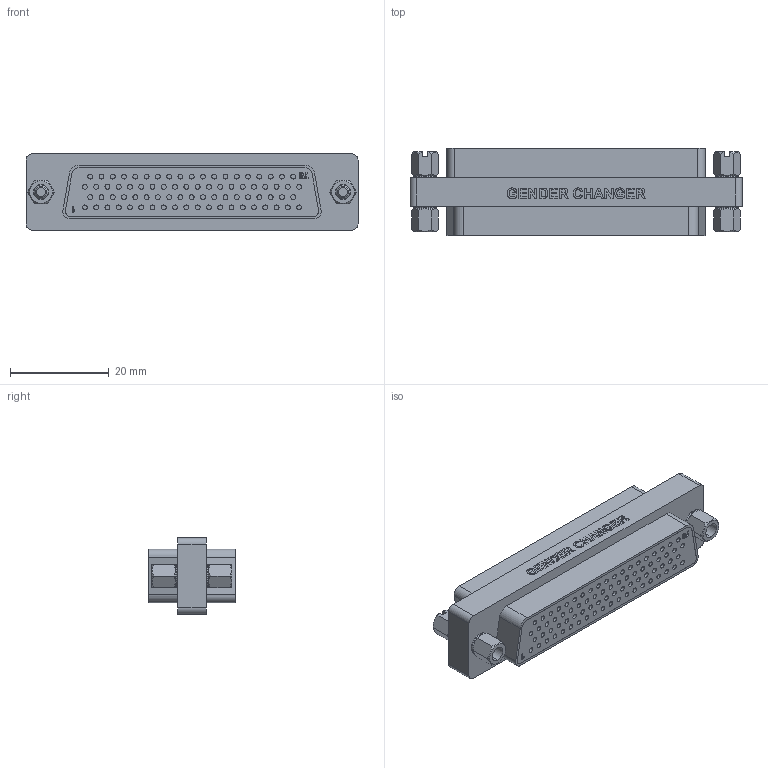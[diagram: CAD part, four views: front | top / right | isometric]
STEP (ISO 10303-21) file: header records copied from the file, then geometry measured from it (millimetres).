
FILE_DESCRIPTION (( 'STEP AP203' ), '1' );
FILE_NAME ('DGBH78F.STEP', '2006-06-23T18:38:06', ( 'lcom' ), ( 'lcom' ), 'SwSTEP 2.0', 'SolidWorks 2006004', '' );
FILE_SCHEMA (( 'CONFIG_CONTROL_DESIGN' ));
Length unit declared in the file: inch
Products named in the file (5): DGBH78F; 3AA06-001; DGBH78F-MA1; 3AA05-002; SDH78S_Without Mounting Flange and Solder Cups
Assembly tree (7 placements, depth 2):
  DGBH78F
    3AA05-002  x2
    SDH78S_Without Mounting Flange and Solder Cups  x2
    DGBH78F-MA1
    3AA06-001  x2
Bounding box: 67.31 x 17.63 x 15.49 mm (x, y, z)
Volume: 12128.8 mm3; surface area: 10149.3 mm2
Topology: 7 solids, 7 shells, 925 faces, 2492 edges, 1622 vertices
Faces by surface type: cylinder 396, plane 301, bspline 140, cone 56, sphere 20, torus 12
Entity records: 31214 total; most frequent: CARTESIAN_POINT 14843, ORIENTED_EDGE 3390, DIRECTION 2981, EDGE_CURVE 1695, VERTEX_POINT 1109, AXIS2_PLACEMENT_3D 1017, VECTOR 947, LINE 947
